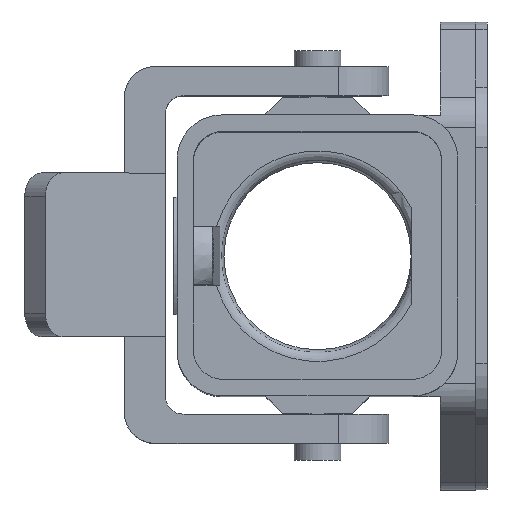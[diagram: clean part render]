
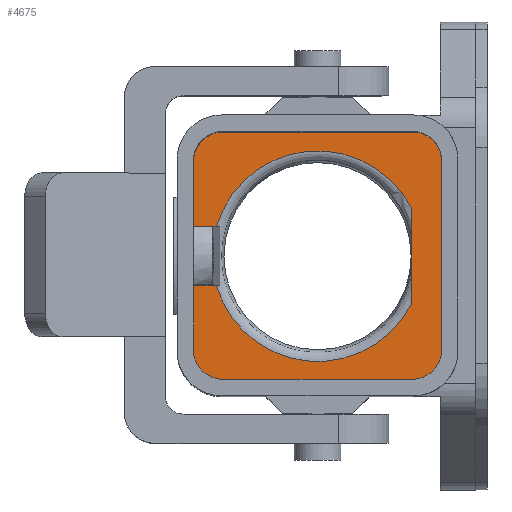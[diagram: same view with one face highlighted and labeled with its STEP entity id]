
A CAD part, top view. The second image highlights one B-rep face of the part: STEP entity #4675.
In plain terms, the highlighted planar face has unit normal (0, 0, 1).
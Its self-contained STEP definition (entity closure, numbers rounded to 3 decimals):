
#4568=CARTESIAN_POINT('',(-11.86,11.86,-42.7));
#4569=DIRECTION('',(0.0,0.0,-1.0));
#4570=DIRECTION('',(-1.0,0.0,0.0));
#4571=AXIS2_PLACEMENT_3D('',#4568,#4569,#4570);
#4572=PLANE('',#4571);
#4573=CARTESIAN_POINT('',(11.5,-10.539,-42.7));
#4574=VERTEX_POINT('',#4573);
#4575=CARTESIAN_POINT('',(-8.65,-10.539,-42.7));
#4576=VERTEX_POINT('',#4575);
#4577=CARTESIAN_POINT('',(11.5,-10.539,-42.7));
#4578=DIRECTION('',(-1.0,0.,0.0));
#4579=VECTOR('',#4578,20.15);
#4580=LINE('',#4577,#4579);
#4581=EDGE_CURVE('',#4574,#4576,#4580,.T.);
#4582=ORIENTED_EDGE('',*,*,#4581,.F.);
#4583=CARTESIAN_POINT('',(11.5,10.539,-42.7));
#4584=VERTEX_POINT('',#4583);
#4585=CARTESIAN_POINT('',(11.5,10.539,-42.7));
#4586=DIRECTION('',(0.0,-1.0,0.0));
#4587=VECTOR('',#4586,21.077);
#4588=LINE('',#4585,#4587);
#4589=EDGE_CURVE('',#4584,#4574,#4588,.T.);
#4590=ORIENTED_EDGE('',*,*,#4589,.F.);
#4591=CARTESIAN_POINT('',(-8.65,10.539,-42.7));
#4592=VERTEX_POINT('',#4591);
#4593=CARTESIAN_POINT('',(11.5,10.539,-42.7));
#4594=DIRECTION('',(-1.0,0.,0.));
#4595=VECTOR('',#4594,20.15);
#4596=LINE('',#4593,#4595);
#4597=EDGE_CURVE('',#4584,#4592,#4596,.T.);
#4598=ORIENTED_EDGE('',*,*,#4597,.T.);
#4599=CARTESIAN_POINT('',(-10.6,8.1,-42.7));
#4600=VERTEX_POINT('',#4599);
#4601=CARTESIAN_POINT('',(-8.1,8.1,-42.7));
#4602=DIRECTION('',(0.0,0.0,1.0));
#4603=DIRECTION('',(-1.0,0.0,0.0));
#4604=AXIS2_PLACEMENT_3D('',#4601,#4602,#4603);
#4605=CIRCLE('',#4604,2.5);
#4606=EDGE_CURVE('',#4592,#4600,#4605,.T.);
#4607=ORIENTED_EDGE('',*,*,#4606,.T.);
#4608=CARTESIAN_POINT('',(-10.6,2.5,-42.7));
#4609=VERTEX_POINT('',#4608);
#4610=CARTESIAN_POINT('',(-10.6,2.5,-42.7));
#4611=DIRECTION('',(0.0,1.0,0.0));
#4612=VECTOR('',#4611,5.6);
#4613=LINE('',#4610,#4612);
#4614=EDGE_CURVE('',#4609,#4600,#4613,.T.);
#4615=ORIENTED_EDGE('',*,*,#4614,.F.);
#4616=CARTESIAN_POINT('',(-8.646,2.5,-42.7));
#4617=VERTEX_POINT('',#4616);
#4618=CARTESIAN_POINT('',(-8.646,2.5,-42.7));
#4619=DIRECTION('',(-1.0,0.0,0.0));
#4620=VECTOR('',#4619,1.954);
#4621=LINE('',#4618,#4620);
#4622=EDGE_CURVE('',#4617,#4609,#4621,.T.);
#4623=ORIENTED_EDGE('',*,*,#4622,.F.);
#4624=CARTESIAN_POINT('',(8.,4.123,-42.7));
#4625=VERTEX_POINT('',#4624);
#4626=CARTESIAN_POINT('',(0.,0.,-42.7));
#4627=DIRECTION('',(0.0,0.0,1.0));
#4628=DIRECTION('',(0.889,0.458,0.0));
#4629=AXIS2_PLACEMENT_3D('',#4626,#4627,#4628);
#4630=CIRCLE('',#4629,9.);
#4631=EDGE_CURVE('',#4625,#4617,#4630,.T.);
#4632=ORIENTED_EDGE('',*,*,#4631,.F.);
#4633=CARTESIAN_POINT('',(8.,-4.123,-42.7));
#4634=VERTEX_POINT('',#4633);
#4635=CARTESIAN_POINT('',(8.,-4.123,-42.7));
#4636=DIRECTION('',(0.0,1.0,0.0));
#4637=VECTOR('',#4636,8.246);
#4638=LINE('',#4635,#4637);
#4639=EDGE_CURVE('',#4634,#4625,#4638,.T.);
#4640=ORIENTED_EDGE('',*,*,#4639,.F.);
#4641=CARTESIAN_POINT('',(-8.646,-2.5,-42.7));
#4642=VERTEX_POINT('',#4641);
#4643=CARTESIAN_POINT('',(0.,0.,-42.7));
#4644=DIRECTION('',(0.0,0.0,1.0));
#4645=DIRECTION('',(-0.961,-0.278,0.0));
#4646=AXIS2_PLACEMENT_3D('',#4643,#4644,#4645);
#4647=CIRCLE('',#4646,9.);
#4648=EDGE_CURVE('',#4642,#4634,#4647,.T.);
#4649=ORIENTED_EDGE('',*,*,#4648,.F.);
#4650=CARTESIAN_POINT('',(-10.6,-2.5,-42.7));
#4651=VERTEX_POINT('',#4650);
#4652=CARTESIAN_POINT('',(-10.6,-2.5,-42.7));
#4653=DIRECTION('',(1.0,0.0,0.0));
#4654=VECTOR('',#4653,1.954);
#4655=LINE('',#4652,#4654);
#4656=EDGE_CURVE('',#4651,#4642,#4655,.T.);
#4657=ORIENTED_EDGE('',*,*,#4656,.F.);
#4658=CARTESIAN_POINT('',(-10.6,-8.1,-42.7));
#4659=VERTEX_POINT('',#4658);
#4660=CARTESIAN_POINT('',(-10.6,-8.1,-42.7));
#4661=DIRECTION('',(0.0,1.0,0.0));
#4662=VECTOR('',#4661,5.6);
#4663=LINE('',#4660,#4662);
#4664=EDGE_CURVE('',#4659,#4651,#4663,.T.);
#4665=ORIENTED_EDGE('',*,*,#4664,.F.);
#4666=CARTESIAN_POINT('',(-8.1,-8.1,-42.7));
#4667=DIRECTION('',(0.0,0.0,-1.0));
#4668=DIRECTION('',(-1.0,0.0,0.0));
#4669=AXIS2_PLACEMENT_3D('',#4666,#4667,#4668);
#4670=CIRCLE('',#4669,2.5);
#4671=EDGE_CURVE('',#4576,#4659,#4670,.T.);
#4672=ORIENTED_EDGE('',*,*,#4671,.F.);
#4673=EDGE_LOOP('',(#4582,#4590,#4598,#4607,#4615,#4623,#4632,#4640,#4649,#4657,#4665,#4672));
#4674=FACE_OUTER_BOUND('',#4673,.T.);
#4675=ADVANCED_FACE('',(#4674),#4572,.F.);
